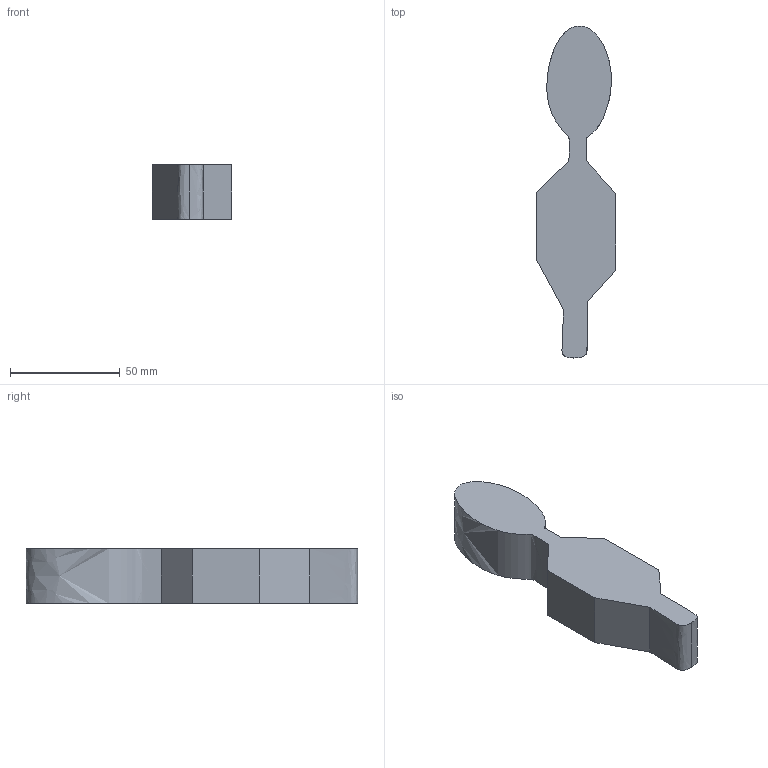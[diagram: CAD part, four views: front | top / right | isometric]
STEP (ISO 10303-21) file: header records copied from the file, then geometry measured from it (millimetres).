
FILE_DESCRIPTION(/* description */ (''),/* implementation_level */ '2;1');
FILE_NAME(/* name */ 'outline_teaspoon.step',/* time_stamp */ '2026-02-04T11:39:30+01:00',/* author */ (''),/* organization */ (''),/* preprocessor_version */ 'ST-DEVELOPER v20.1',/* originating_system */ 'Autodesk Translation Framework v14.24.0.0',/* authorisation */ '');
FILE_SCHEMA (('AUTOMOTIVE_DESIGN { 1 0 10303 214 3 1 1 }'));
Length unit declared in the file: millimetre
Products named in the file (1): 2026-02-04-08-22-18-907
Bounding box: 36.2 x 151.44 x 25 mm (x, y, z)
Volume: 87482.2 mm3; surface area: 15686 mm2
Topology: 1 solids, 1 shells, 11 faces, 27 edges, 18 vertices
Faces by surface type: plane 8, bspline 3
Entity records: 768 total; most frequent: CARTESIAN_POINT 492, ORIENTED_EDGE 54, DIRECTION 39, EDGE_CURVE 27, LINE 21, VECTOR 21, VERTEX_POINT 18, FACE_OUTER_BOUND 11
